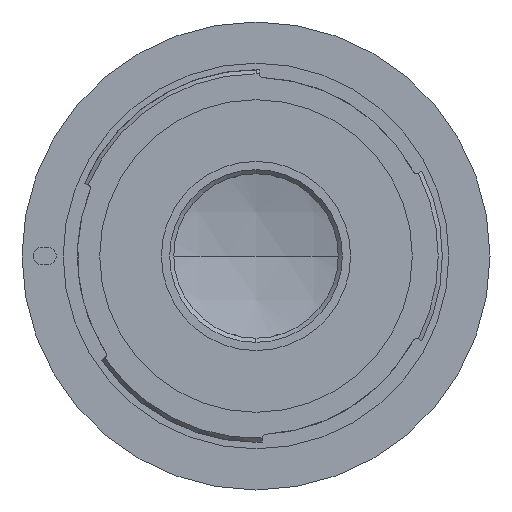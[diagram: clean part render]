
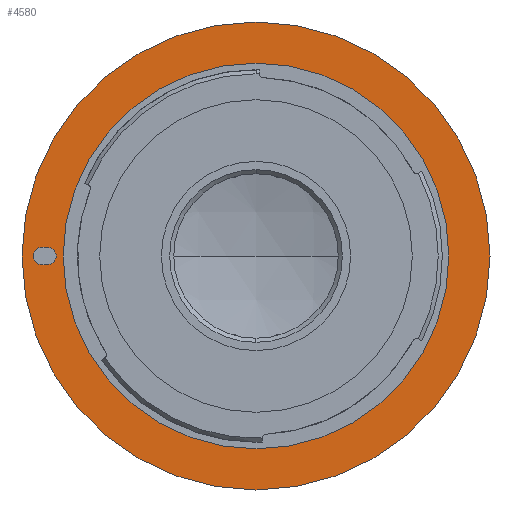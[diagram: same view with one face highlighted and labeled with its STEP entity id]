
A CAD part, left-side view. The second image highlights one B-rep face of the part: STEP entity #4580.
In plain terms, the highlighted planar face has unit normal (-1, 0, 0).
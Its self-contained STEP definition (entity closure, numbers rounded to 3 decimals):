
#30 = DIRECTION ( 'NONE',  ( -1., 0., 0. ) ) ;
#69 = CIRCLE ( 'NONE', #1609, 23.45 ) ;
#239 = CARTESIAN_POINT ( 'NONE',  ( -59.376, 25.35, 1.05 ) ) ;
#358 = VECTOR ( 'NONE', #5383, 1000. ) ;
#368 = EDGE_CURVE ( 'NONE', #1670, #4016, #4177, .T. ) ;
#396 = AXIS2_PLACEMENT_3D ( 'NONE', #5040, #2279, #5513 ) ;
#429 = FACE_OUTER_BOUND ( 'NONE', #1766, .T. ) ;
#437 = ORIENTED_EDGE ( 'NONE', *, *, #368, .F. ) ;
#455 = CARTESIAN_POINT ( 'NONE',  ( -59.376, 0., 0. ) ) ;
#491 = ORIENTED_EDGE ( 'NONE', *, *, #1364, .F. ) ;
#797 = EDGE_CURVE ( 'NONE', #5812, #3522, #69, .T. ) ;
#934 = DIRECTION ( 'NONE',  ( 0., 0., -1. ) ) ;
#942 = VERTEX_POINT ( 'NONE', #1523 ) ;
#975 = CIRCLE ( 'NONE', #5321, 28.45 ) ;
#1027 = DIRECTION ( 'NONE',  ( -1., 0., 0. ) ) ;
#1107 = CIRCLE ( 'NONE', #1689, 28.45 ) ;
#1111 = EDGE_LOOP ( 'NONE', ( #3616, #4350 ) ) ;
#1250 = ORIENTED_EDGE ( 'NONE', *, *, #3261, .F. ) ;
#1340 = CIRCLE ( 'NONE', #2111, 23.45 ) ;
#1349 = DIRECTION ( 'NONE',  ( -1., 0., 0. ) ) ;
#1364 = EDGE_CURVE ( 'NONE', #2932, #942, #1411, .T. ) ;
#1411 = CIRCLE ( 'NONE', #3480, 1.05 ) ;
#1523 = CARTESIAN_POINT ( 'NONE',  ( -59.376, 25.35, 1.05 ) ) ;
#1567 = ORIENTED_EDGE ( 'NONE', *, *, #3903, .T. ) ;
#1608 = LINE ( 'NONE', #239, #358 ) ;
#1609 = AXIS2_PLACEMENT_3D ( 'NONE', #455, #3704, #934 ) ;
#1613 = DIRECTION ( 'NONE',  ( 0., -1., 0. ) ) ;
#1670 = VERTEX_POINT ( 'NONE', #5882 ) ;
#1689 = AXIS2_PLACEMENT_3D ( 'NONE', #2823, #30, #3283 ) ;
#1766 = EDGE_LOOP ( 'NONE', ( #3715, #1567 ) ) ;
#2111 = AXIS2_PLACEMENT_3D ( 'NONE', #5036, #2272, #5508 ) ;
#2188 = CARTESIAN_POINT ( 'NONE',  ( -59.376, 0., -28.45 ) ) ;
#2272 = DIRECTION ( 'NONE',  ( -1., 0., 0. ) ) ;
#2279 = DIRECTION ( 'NONE',  ( 1., 0., 0. ) ) ;
#2659 = CARTESIAN_POINT ( 'NONE',  ( -59.376, 0., 0. ) ) ;
#2789 = CARTESIAN_POINT ( 'NONE',  ( -59.376, 25.35, -1.05 ) ) ;
#2823 = CARTESIAN_POINT ( 'NONE',  ( -59.376, 0., 0. ) ) ;
#2892 = AXIS2_PLACEMENT_3D ( 'NONE', #3802, #1027, #4246 ) ;
#2913 = FACE_BOUND ( 'NONE', #1111, .T. ) ;
#2932 = VERTEX_POINT ( 'NONE', #2789 ) ;
#3128 = DIRECTION ( 'NONE',  ( 0., 0., -1. ) ) ;
#3160 = LINE ( 'NONE', #4363, #5622 ) ;
#3261 = EDGE_CURVE ( 'NONE', #4016, #2932, #3160, .T. ) ;
#3283 = DIRECTION ( 'NONE',  ( 0., 0., -1. ) ) ;
#3317 = ORIENTED_EDGE ( 'NONE', *, *, #4468, .F. ) ;
#3480 = AXIS2_PLACEMENT_3D ( 'NONE', #4095, #1349, #4565 ) ;
#3507 = CARTESIAN_POINT ( 'NONE',  ( -59.376, 0., 28.45 ) ) ;
#3522 = VERTEX_POINT ( 'NONE', #5515 ) ;
#3616 = ORIENTED_EDGE ( 'NONE', *, *, #797, .F. ) ;
#3704 = DIRECTION ( 'NONE',  ( -1., 0., 0. ) ) ;
#3715 = ORIENTED_EDGE ( 'NONE', *, *, #4123, .T. ) ;
#3802 = CARTESIAN_POINT ( 'NONE',  ( -59.376, 26.05, 0. ) ) ;
#3903 = EDGE_CURVE ( 'NONE', #5335, #3938, #975, .T. ) ;
#3938 = VERTEX_POINT ( 'NONE', #2188 ) ;
#4016 = VERTEX_POINT ( 'NONE', #5466 ) ;
#4039 = EDGE_CURVE ( 'NONE', #3522, #5812, #1340, .T. ) ;
#4072 = PLANE ( 'NONE',  #396 ) ;
#4095 = CARTESIAN_POINT ( 'NONE',  ( -59.376, 25.35, 0. ) ) ;
#4123 = EDGE_CURVE ( 'NONE', #3938, #5335, #1107, .T. ) ;
#4177 = CIRCLE ( 'NONE', #2892, 1.05 ) ;
#4246 = DIRECTION ( 'NONE',  ( 0., 0., -1. ) ) ;
#4350 = ORIENTED_EDGE ( 'NONE', *, *, #4039, .F. ) ;
#4363 = CARTESIAN_POINT ( 'NONE',  ( -59.376, 25.35, -1.05 ) ) ;
#4468 = EDGE_CURVE ( 'NONE', #942, #1670, #1608, .T. ) ;
#4565 = DIRECTION ( 'NONE',  ( 0., 0., -1. ) ) ;
#4580 = ADVANCED_FACE ( 'NONE', ( #5214, #2913, #429 ), #4072, .F. ) ;
#5036 = CARTESIAN_POINT ( 'NONE',  ( -59.376, 0., 0. ) ) ;
#5040 = CARTESIAN_POINT ( 'NONE',  ( -59.376, -23.45, 0. ) ) ;
#5214 = FACE_BOUND ( 'NONE', #5480, .T. ) ;
#5321 = AXIS2_PLACEMENT_3D ( 'NONE', #2659, #5889, #3128 ) ;
#5335 = VERTEX_POINT ( 'NONE', #3507 ) ;
#5383 = DIRECTION ( 'NONE',  ( 0., 1., 0. ) ) ;
#5466 = CARTESIAN_POINT ( 'NONE',  ( -59.376, 26.05, -1.05 ) ) ;
#5480 = EDGE_LOOP ( 'NONE', ( #3317, #491, #1250, #437 ) ) ;
#5508 = DIRECTION ( 'NONE',  ( 0., 0., -1. ) ) ;
#5513 = DIRECTION ( 'NONE',  ( 0., 0., 1. ) ) ;
#5515 = CARTESIAN_POINT ( 'NONE',  ( -59.376, 0., 23.45 ) ) ;
#5622 = VECTOR ( 'NONE', #1613, 1000. ) ;
#5812 = VERTEX_POINT ( 'NONE', #5839 ) ;
#5839 = CARTESIAN_POINT ( 'NONE',  ( -59.376, 0., -23.45 ) ) ;
#5882 = CARTESIAN_POINT ( 'NONE',  ( -59.376, 26.05, 1.05 ) ) ;
#5889 = DIRECTION ( 'NONE',  ( -1., 0., 0. ) ) ;
